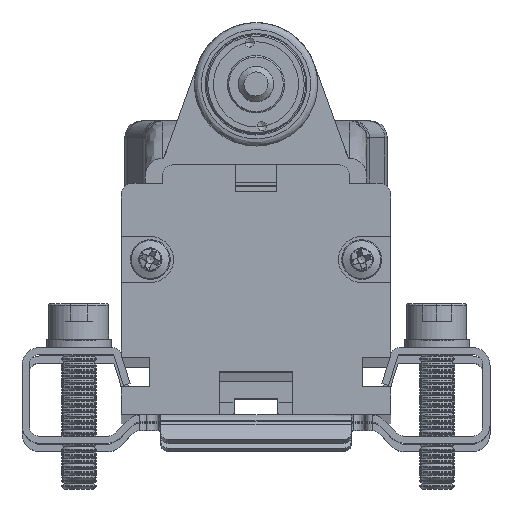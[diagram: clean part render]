
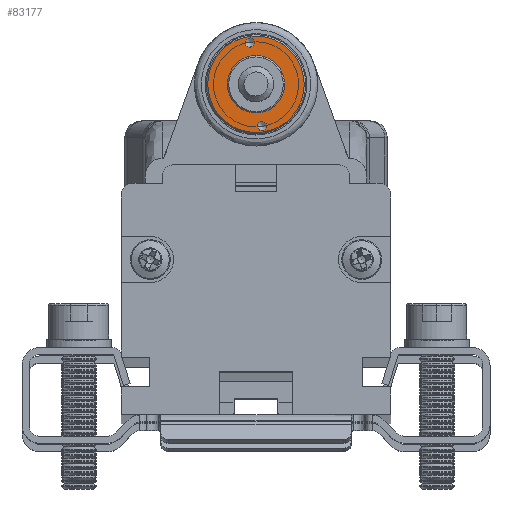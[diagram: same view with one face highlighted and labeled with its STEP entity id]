
A CAD part, top view. The second image highlights one B-rep face of the part: STEP entity #83177.
In plain terms, the highlighted planar face has unit normal (0, 0, 1).
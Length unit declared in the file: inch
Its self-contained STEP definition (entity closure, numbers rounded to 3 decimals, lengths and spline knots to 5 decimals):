
#221 = EDGE_CURVE ( 'NONE', #13648, #13648, #7311, .T. ) ;
#2836 = PLANE ( 'NONE',  #13461 ) ;
#7311 = CIRCLE ( 'NONE', #70478, 0.26772 ) ;
#9065 = EDGE_CURVE ( 'NONE', #9138, #9138, #27464, .T. ) ;
#9138 = VERTEX_POINT ( 'NONE', #64037 ) ;
#11008 = DIRECTION ( 'NONE',  ( -0.989, -0.148, 0. ) ) ;
#11544 = CIRCLE ( 'NONE', #12920, 0.02559 ) ;
#12920 = AXIS2_PLACEMENT_3D ( 'NONE', #32338, #59732, #73201 ) ;
#13461 = AXIS2_PLACEMENT_3D ( 'NONE', #30412, #16874, #11008 ) ;
#13648 = VERTEX_POINT ( 'NONE', #47892 ) ;
#16874 = DIRECTION ( 'NONE',  ( 0., 0., 1. ) ) ;
#17653 = ORIENTED_EDGE ( 'NONE', *, *, #55820, .T. ) ;
#18220 = FACE_OUTER_BOUND ( 'NONE', #69323, .T. ) ;
#24010 = ORIENTED_EDGE ( 'NONE', *, *, #221, .F. ) ;
#25878 = VERTEX_POINT ( 'NONE', #80776 ) ;
#27154 = EDGE_LOOP ( 'NONE', ( #34223 ) ) ;
#27464 = CIRCLE ( 'NONE', #71940, 0.02559 ) ;
#30412 = CARTESIAN_POINT ( 'NONE',  ( 0.74803, 1.87402, 6.1811 ) ) ;
#32338 = CARTESIAN_POINT ( 'NONE',  ( 0.78273, 1.64235, 6.1811 ) ) ;
#34223 = ORIENTED_EDGE ( 'NONE', *, *, #9065, .T. ) ;
#38542 = DIRECTION ( 'NONE',  ( 0., 0., -1. ) ) ;
#40957 = EDGE_LOOP ( 'NONE', ( #17653 ) ) ;
#41447 = DIRECTION ( 'NONE',  ( 0.148, -0.989, 0. ) ) ;
#41908 = DIRECTION ( 'NONE',  ( 0., 0., -1. ) ) ;
#47892 = CARTESIAN_POINT ( 'NONE',  ( 0.78769, 1.60925, 6.1811 ) ) ;
#55820 = EDGE_CURVE ( 'NONE', #25878, #25878, #11544, .T. ) ;
#58280 = FACE_BOUND ( 'NONE', #27154, .T. ) ;
#58356 = DIRECTION ( 'NONE',  ( -0.989, -0.148, 0. ) ) ;
#59732 = DIRECTION ( 'NONE',  ( 0., 0., -1. ) ) ;
#64037 = CARTESIAN_POINT ( 'NONE',  ( 0.68802, 2.10189, 6.1811 ) ) ;
#69323 = EDGE_LOOP ( 'NONE', ( #24010 ) ) ;
#70478 = AXIS2_PLACEMENT_3D ( 'NONE', #70568, #41908, #41447 ) ;
#70568 = CARTESIAN_POINT ( 'NONE',  ( 0.74803, 1.87402, 6.1811 ) ) ;
#71751 = FACE_BOUND ( 'NONE', #40957, .T. ) ;
#71940 = AXIS2_PLACEMENT_3D ( 'NONE', #79015, #38542, #58356 ) ;
#73201 = DIRECTION ( 'NONE',  ( -0.989, -0.148, 0. ) ) ;
#79015 = CARTESIAN_POINT ( 'NONE',  ( 0.71333, 2.10568, 6.1811 ) ) ;
#80776 = CARTESIAN_POINT ( 'NONE',  ( 0.75742, 1.63856, 6.1811 ) ) ;
#83177 = ADVANCED_FACE ( 'NONE', ( #71751, #58280, #18220 ), #2836, .T. ) ;
